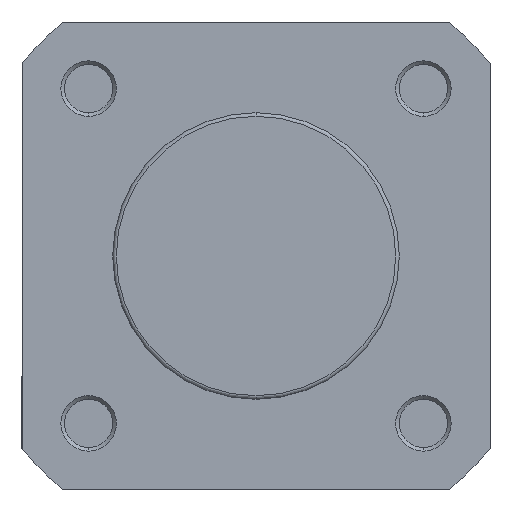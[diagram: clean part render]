
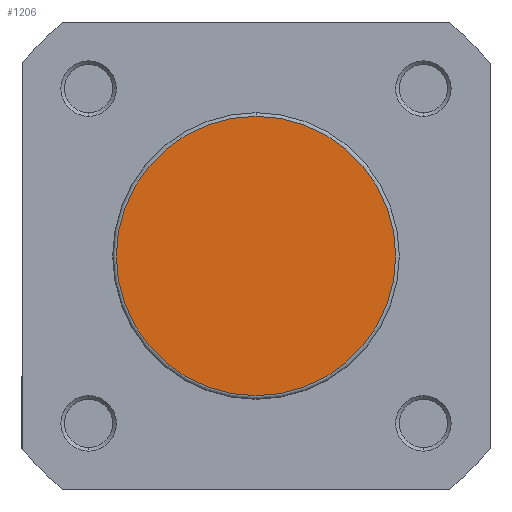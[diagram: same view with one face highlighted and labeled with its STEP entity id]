
A CAD part, left-side view. The second image highlights one B-rep face of the part: STEP entity #1206.
In plain terms, the highlighted planar face has unit normal (-1, 0, 0).
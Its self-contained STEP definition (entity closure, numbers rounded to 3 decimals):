
#159 = CARTESIAN_POINT ( 'NONE',  ( 0., 0., 19.4 ) ) ;
#160 = CARTESIAN_POINT ( 'NONE',  ( 0., 0., -19.4 ) ) ;
#497 = EDGE_CURVE ( 'NONE', #4766, #4767, #3213, .T. ) ;
#638 = EDGE_CURVE ( 'NONE', #4767, #4766, #3453, .T. ) ;
#931 = AXIS2_PLACEMENT_3D ( 'NONE', #5063, #5064, #5065 ) ;
#989 = AXIS2_PLACEMENT_3D ( 'NONE', #5378, #5385, #5386 ) ;
#1206 = ADVANCED_FACE ( 'NONE', ( #2861 ), #2494, .F. ) ;
#1439 = AXIS2_PLACEMENT_3D ( 'NONE', #2493, #2495, #2496 ) ;
#2493 = CARTESIAN_POINT ( 'NONE',  ( 0., 19.9, 0. ) ) ;
#2494 = PLANE ( 'NONE',  #1439 ) ;
#2495 = DIRECTION ( 'NONE',  ( 1., 0., 0. ) ) ;
#2496 = DIRECTION ( 'NONE',  ( 0., 0., -1. ) ) ;
#2861 = FACE_OUTER_BOUND ( 'NONE', #4307, .T. ) ;
#3213 = CIRCLE ( 'NONE', #931, 19.4 ) ;
#3453 = CIRCLE ( 'NONE', #989, 19.4 ) ;
#4307 = EDGE_LOOP ( 'NONE', ( #6118, #6117 ) ) ;
#4766 = VERTEX_POINT ( 'NONE', #159 ) ;
#4767 = VERTEX_POINT ( 'NONE', #160 ) ;
#5063 = CARTESIAN_POINT ( 'NONE',  ( 0., 0., 0. ) ) ;
#5064 = DIRECTION ( 'NONE',  ( -1., 0., 0. ) ) ;
#5065 = DIRECTION ( 'NONE',  ( 0., 0., -1. ) ) ;
#5378 = CARTESIAN_POINT ( 'NONE',  ( 0., 0., 0. ) ) ;
#5385 = DIRECTION ( 'NONE',  ( -1., 0., 0. ) ) ;
#5386 = DIRECTION ( 'NONE',  ( 0., 0., -1. ) ) ;
#6117 = ORIENTED_EDGE ( 'NONE', *, *, #497, .T. ) ;
#6118 = ORIENTED_EDGE ( 'NONE', *, *, #638, .T. ) ;
